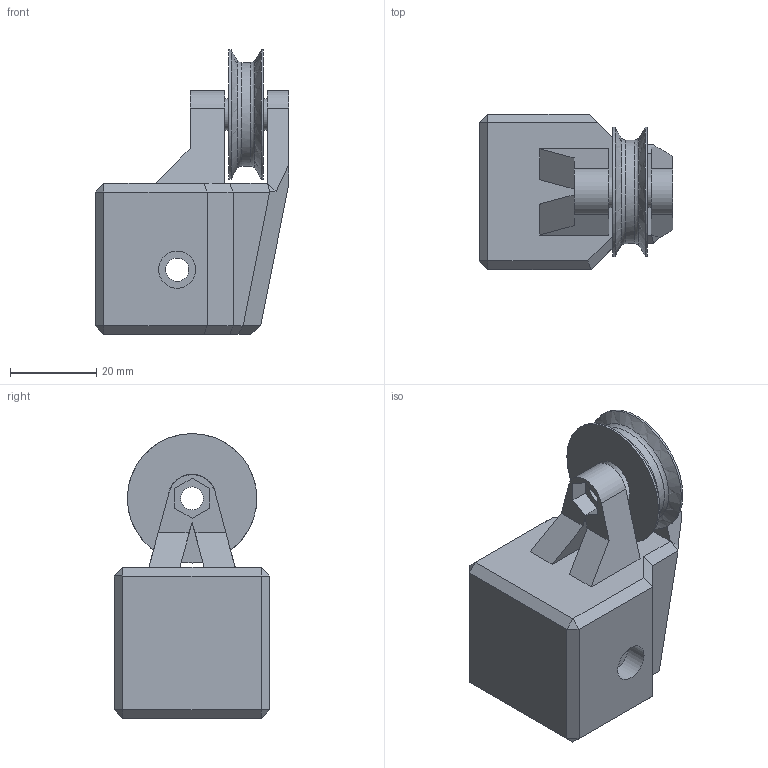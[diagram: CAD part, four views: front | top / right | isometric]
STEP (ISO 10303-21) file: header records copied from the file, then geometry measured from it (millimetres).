
FILE_DESCRIPTION(/* description */ (''),/* implementation_level */ '2;1');
FILE_NAME(/* name */ 'RailEnd.step',/* time_stamp */ '2025-11-08T18:59:39+01:00',/* author */ (''),/* organization */ (''),/* preprocessor_version */ 'ST-DEVELOPER v20.1',/* originating_system */ 'Autodesk Translation Framework v14.17.0.0',/* authorisation */ '');
FILE_SCHEMA (('AUTOMOTIVE_DESIGN { 1 0 10303 214 3 1 1 }'));
Length unit declared in the file: millimetre
Products named in the file (2): RailEnd_HGR; Pulley_HGR
Assembly tree (1 placements, depth 2):
  RailEnd_HGR
    Pulley_HGR
Bounding box: 44.9 x 36 x 66 mm (x, y, z)
Volume: 40776.5 mm3; surface area: 14430.8 mm2
Topology: 2 solids, 2 shells, 90 faces, 223 edges, 141 vertices
Faces by surface type: plane 73, cylinder 13, bspline 4
Full cylindrical faces by diameter (mm): 5.3 x2, 5.4 x2, 7.3 x2, 8.6 x1, 11.2 x1, 24 x1, 30 x2
Entity records: 3257 total; most frequent: CARTESIAN_POINT 1053, ORIENTED_EDGE 446, DIRECTION 421, EDGE_CURVE 223, LINE 187, VECTOR 187, VERTEX_POINT 141, AXIS2_PLACEMENT_3D 117
